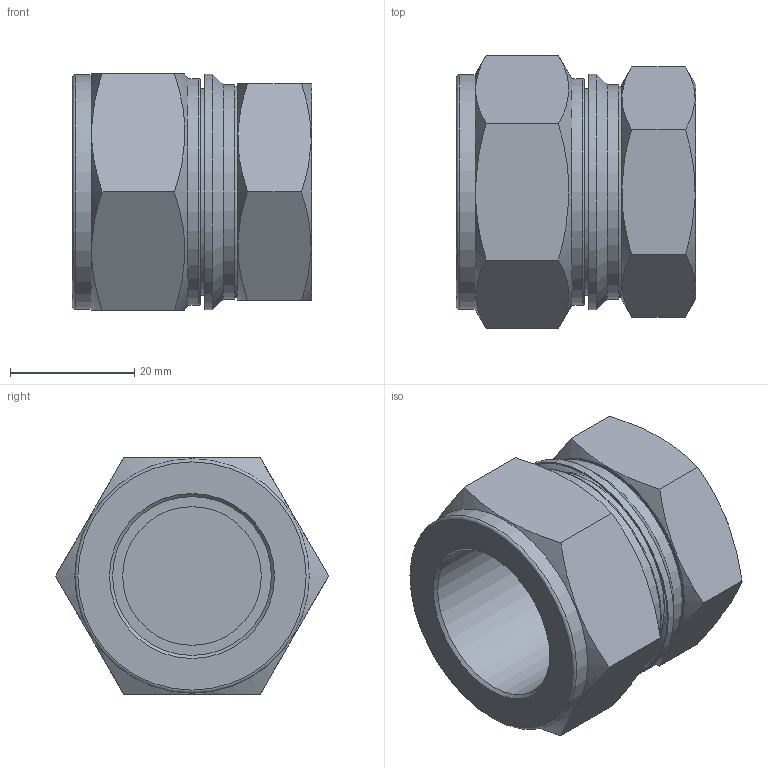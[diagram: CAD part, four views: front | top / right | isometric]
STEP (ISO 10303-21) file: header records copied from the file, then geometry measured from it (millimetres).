
FILE_DESCRIPTION(/* description */ (''),/* implementation_level */ '2;1');
FILE_NAME(/* name */ 'SCI-16.stp',/* time_stamp */ '2022-04-26T08:24:01+09:00',/* author */ ('user'),/* organization */ (''),/* preprocessor_version */ 'ST-DEVELOPER v18.1',/* originating_system */ 'Autodesk Inventor 2022',/* authorisation */ '');
FILE_SCHEMA (('CONFIG_CONTROL_DESIGN','AUTOMOTIVE_DESIGN { 1 0 10303 214 3 1 1 }','FEATURE_BASED_PROCESS_PLANNING'));
Length unit declared in the file: millimetre
Products named in the file (1): SCI-16
Bounding box: 38.55 x 43.99 x 38.1 mm (x, y, z)
Volume: 25950.4 mm3; surface area: 11410.2 mm2
Topology: 1 solids, 1 shells, 41 faces, 85 edges, 52 vertices
Faces by surface type: plane 20, cone 10, cylinder 9, torus 2
Full cylindrical faces by diameter (mm): 22.35 x1, 25.6 x1, 31.45 x1, 31.85 x1, 33.34 x1, 34.5 x1, 36.5 x1, 37.8 x1, 38 x1
Entity records: 1094 total; most frequent: CARTESIAN_POINT 227, DIRECTION 175, ORIENTED_EDGE 170, EDGE_CURVE 85, AXIS2_PLACEMENT_3D 72, VERTEX_POINT 52, EDGE_LOOP 47, FACE_OUTER_BOUND 41
